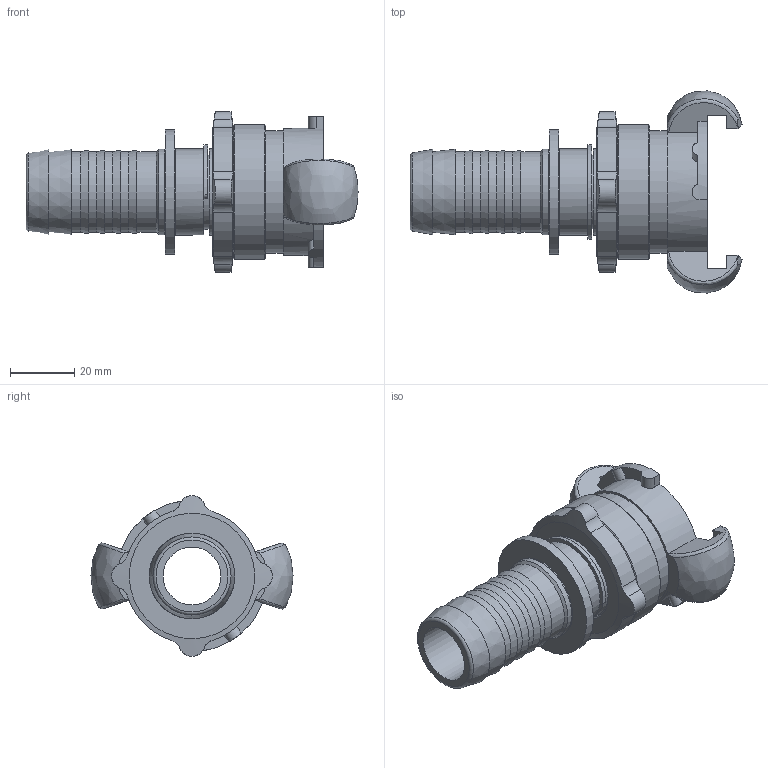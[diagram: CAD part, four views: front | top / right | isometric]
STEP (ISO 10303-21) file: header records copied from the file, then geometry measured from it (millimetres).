
FILE_DESCRIPTION(/* description */ (''),/* implementation_level */ '2;1');
FILE_NAME(/* name */ 'SSG_25_S.stp',/* time_stamp */ '2020-07-17T11:22:57+02:00',/* author */ ('meier'),/* organization */ (''),/* preprocessor_version */ 'ST-DEVELOPER v17',/* originating_system */ 'Autodesk Inventor 2018',/* authorisation */ '0 mm^3');
FILE_SCHEMA (('AUTOMOTIVE_DESIGN { 1 0 10303 214 3 1 1 }'));
Length unit declared in the file: millimetre
Products named in the file (1): LUE_00026276_Shrinkwrap_1
Bounding box: 103.24 x 62.87 x 50 mm (x, y, z)
Volume: 58089 mm3; surface area: 26291.8 mm2
Topology: 2 solids, 2 shells, 127 faces, 349 edges, 244 vertices
Faces by surface type: cylinder 61, plane 41, cone 14, bspline 6, sphere 4, torus 1
Full cylindrical faces by diameter (mm): 18 x1, 21 x1, 23 x1, 25 x5, 25.7 x1, 26.5 x1, 26.7 x1, 26.8 x2, 27.5 x1, 29 x1, 33 x1, 34 x1, 38 x1, 39 x1, 42 x1
Entity records: 5135 total; most frequent: CARTESIAN_POINT 1669, ORIENTED_EDGE 698, DIRECTION 680, EDGE_CURVE 349, AXIS2_PLACEMENT_3D 285, VERTEX_POINT 244, CIRCLE 163, EDGE_LOOP 149
